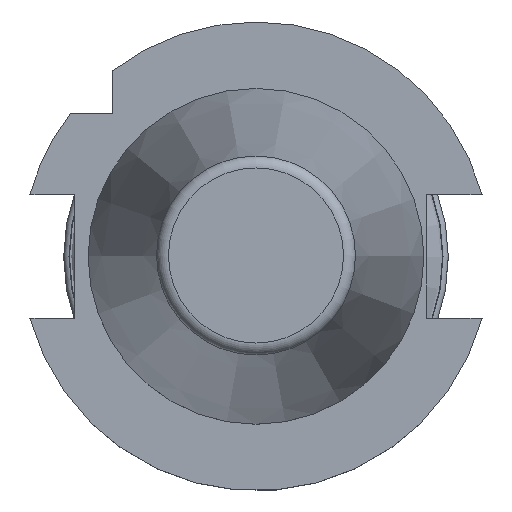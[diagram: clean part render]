
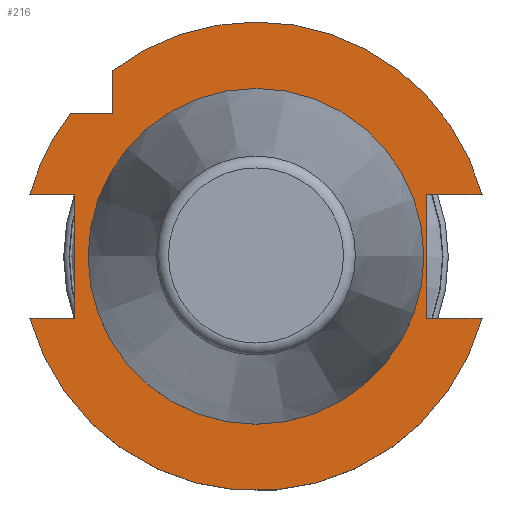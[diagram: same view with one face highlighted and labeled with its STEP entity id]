
A CAD part, top view. The second image highlights one B-rep face of the part: STEP entity #216.
In plain terms, the highlighted planar face has unit normal (0, 0, 1).
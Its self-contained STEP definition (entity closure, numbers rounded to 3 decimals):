
#95=LINE('',#1172,#135);
#96=LINE('',#1174,#136);
#97=LINE('',#1176,#137);
#98=LINE('',#1178,#138);
#99=LINE('',#1182,#139);
#100=LINE('',#1184,#140);
#101=LINE('',#1186,#141);
#102=LINE('',#1187,#142);
#135=VECTOR('',#936,1.);
#136=VECTOR('',#937,1.);
#137=VECTOR('',#938,1.);
#138=VECTOR('',#939,1.);
#139=VECTOR('',#942,1.);
#140=VECTOR('',#943,1.);
#141=VECTOR('',#944,1.);
#142=VECTOR('',#945,1.);
#178=PLANE('',#786);
#216=ADVANCED_FACE('',(#271,#272),#178,.F.);
#271=FACE_BOUND('',#314,.T.);
#272=FACE_BOUND('',#315,.T.);
#314=EDGE_LOOP('',(#416));
#315=EDGE_LOOP('',(#417,#418,#419,#420,#421,#422,#423,#424,#425,#426,#427));
#416=ORIENTED_EDGE('',*,*,#641,.T.);
#417=ORIENTED_EDGE('',*,*,#642,.F.);
#418=ORIENTED_EDGE('',*,*,#635,.T.);
#419=ORIENTED_EDGE('',*,*,#643,.T.);
#420=ORIENTED_EDGE('',*,*,#644,.F.);
#421=ORIENTED_EDGE('',*,*,#645,.F.);
#422=ORIENTED_EDGE('',*,*,#646,.T.);
#423=ORIENTED_EDGE('',*,*,#647,.T.);
#424=ORIENTED_EDGE('',*,*,#648,.F.);
#425=ORIENTED_EDGE('',*,*,#649,.F.);
#426=ORIENTED_EDGE('',*,*,#639,.T.);
#427=ORIENTED_EDGE('',*,*,#650,.F.);
#562=VERTEX_POINT('',#1159);
#563=VERTEX_POINT('',#1160);
#564=VERTEX_POINT('',#1165);
#565=VERTEX_POINT('',#1167);
#566=VERTEX_POINT('',#1171);
#567=VERTEX_POINT('',#1173);
#568=VERTEX_POINT('',#1175);
#569=VERTEX_POINT('',#1177);
#570=VERTEX_POINT('',#1179);
#571=VERTEX_POINT('',#1181);
#572=VERTEX_POINT('',#1183);
#573=VERTEX_POINT('',#1185);
#635=EDGE_CURVE('',#562,#563,#699,.T.);
#639=EDGE_CURVE('',#565,#564,#700,.T.);
#641=EDGE_CURVE('',#566,#566,#701,.T.);
#642=EDGE_CURVE('',#562,#567,#95,.T.);
#643=EDGE_CURVE('',#563,#568,#96,.T.);
#644=EDGE_CURVE('',#569,#568,#97,.T.);
#645=EDGE_CURVE('',#570,#569,#98,.T.);
#646=EDGE_CURVE('',#570,#571,#702,.T.);
#647=EDGE_CURVE('',#571,#572,#99,.T.);
#648=EDGE_CURVE('',#573,#572,#100,.T.);
#649=EDGE_CURVE('',#565,#573,#101,.T.);
#650=EDGE_CURVE('',#567,#564,#102,.T.);
#699=CIRCLE('',#780,48.75);
#700=CIRCLE('',#782,48.75);
#701=CIRCLE('',#784,34.925);
#702=CIRCLE('',#785,48.75);
#780=AXIS2_PLACEMENT_3D('',#1158,#922,#923);
#782=AXIS2_PLACEMENT_3D('',#1166,#929,#930);
#784=AXIS2_PLACEMENT_3D('',#1170,#934,#935);
#785=AXIS2_PLACEMENT_3D('',#1180,#940,#941);
#786=AXIS2_PLACEMENT_3D('',#1188,#946,#947);
#922=DIRECTION('',(0.,0.,1.));
#923=DIRECTION('',(1.,0.,0.));
#929=DIRECTION('',(0.,0.,1.));
#930=DIRECTION('',(1.,0.,0.));
#934=DIRECTION('',(0.,0.,-1.));
#935=DIRECTION('',(-1.,0.,0.));
#936=DIRECTION('',(1.,0.,0.));
#937=DIRECTION('',(1.,0.,0.));
#938=DIRECTION('',(0.,1.,0.));
#939=DIRECTION('',(1.,0.,0.));
#940=DIRECTION('',(0.,0.,1.));
#941=DIRECTION('',(1.,0.,0.));
#942=DIRECTION('',(-1.,0.,0.));
#943=DIRECTION('',(0.,-1.,0.));
#944=DIRECTION('',(-1.,0.,0.));
#945=DIRECTION('',(0.,1.,0.));
#946=DIRECTION('',(0.,0.,-1.));
#947=DIRECTION('',(1.,0.,0.));
#1158=CARTESIAN_POINT('',(0.,0.,-3.2));
#1159=CARTESIAN_POINT('',(-38.581,29.8,-3.2));
#1160=CARTESIAN_POINT('',(-47.026,12.85,-3.2));
#1165=CARTESIAN_POINT('',(-29.8,38.581,-3.2));
#1166=CARTESIAN_POINT('',(0.,0.,-3.2));
#1167=CARTESIAN_POINT('',(47.026,12.85,-3.2));
#1170=CARTESIAN_POINT('',(0.,0.,-3.2));
#1171=CARTESIAN_POINT('',(-34.925,0.,-3.2));
#1172=CARTESIAN_POINT('',(48.75,29.8,-3.2));
#1173=CARTESIAN_POINT('',(-29.8,29.8,-3.2));
#1174=CARTESIAN_POINT('',(-65.7,12.85,-3.2));
#1175=CARTESIAN_POINT('',(-37.7,12.85,-3.2));
#1176=CARTESIAN_POINT('',(-37.7,-12.85,-3.2));
#1177=CARTESIAN_POINT('',(-37.7,-12.85,-3.2));
#1178=CARTESIAN_POINT('',(-65.7,-12.85,-3.2));
#1179=CARTESIAN_POINT('',(-47.026,-12.85,-3.2));
#1180=CARTESIAN_POINT('',(0.,0.,-3.2));
#1181=CARTESIAN_POINT('',(47.026,-12.85,-3.2));
#1182=CARTESIAN_POINT('',(63.5,-12.85,-3.2));
#1183=CARTESIAN_POINT('',(35.5,-12.85,-3.2));
#1184=CARTESIAN_POINT('',(35.5,12.85,-3.2));
#1185=CARTESIAN_POINT('',(35.5,12.85,-3.2));
#1186=CARTESIAN_POINT('',(63.5,12.85,-3.2));
#1187=CARTESIAN_POINT('',(-29.8,0.,-3.2));
#1188=CARTESIAN_POINT('',(48.75,0.,-3.2));
